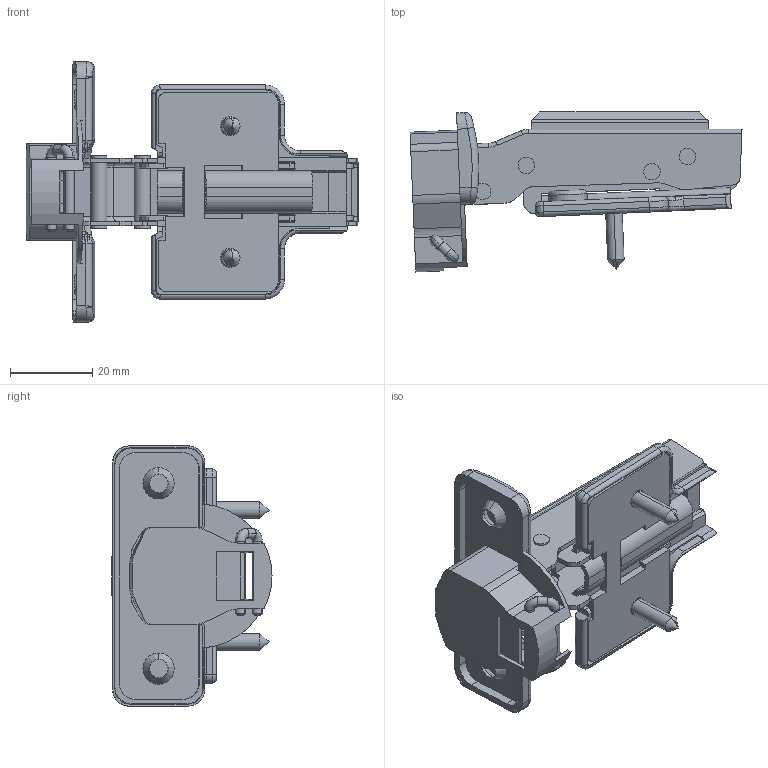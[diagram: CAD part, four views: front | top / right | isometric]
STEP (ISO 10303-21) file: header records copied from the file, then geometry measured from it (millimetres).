
FILE_DESCRIPTION (( 'STEP AP214' ), '1' );
FILE_NAME ('F000015_CLOSED_3D.step', '2022-06-06T12:49:00', ( '' ), ( '' ), 'SwSTEP 2.0', 'SolidWorks 2020', '' );
FILE_SCHEMA (( 'AUTOMOTIVE_DESIGN' ));
Length unit declared in the file: millimetre
Products named in the file (14): Vrut 4x16; F000054_3D; Serizovaci sroub; F000043_3D; F000001,F000006,F000007-CLOSE_3D_ZAVüENí; Vidlice; F000015_CLOSED_3D; Jezdec; Spoj raminka miska; Excentr; Raminko nalozeny NC70; 鋀p; F000053_3D; Miska
Assembly tree (18 placements, depth 3):
  F000015_CLOSED_3D
    F000054_3D
    F000001,F000006,F000007-CLOSE_3D_ZAVüENí
      Raminko nalozeny NC70
      Spoj raminka miska
      Miska
      鋀p  x5
      Vidlice
      Jezdec
      Excentr
      Serizovaci sroub
    F000053_3D
    F000043_3D
    Vrut 4x16  x2
Bounding box: 80.64 x 38.87 x 63.2 mm (x, y, z)
Volume: 16780.7 mm3; surface area: 32391.5 mm2
Topology: 18 solids, 18 shells, 838 faces, 2238 edges, 1419 vertices
Faces by surface type: plane 383, cylinder 290, bspline 90, torus 44, cone 28, sphere 3
Entity records: 27737 total; most frequent: CARTESIAN_POINT 7314, ORIENTED_EDGE 4292, DIRECTION 3995, EDGE_CURVE 2146, VERTEX_POINT 1370, AXIS2_PLACEMENT_3D 1364, VECTOR 1267, LINE 1267
